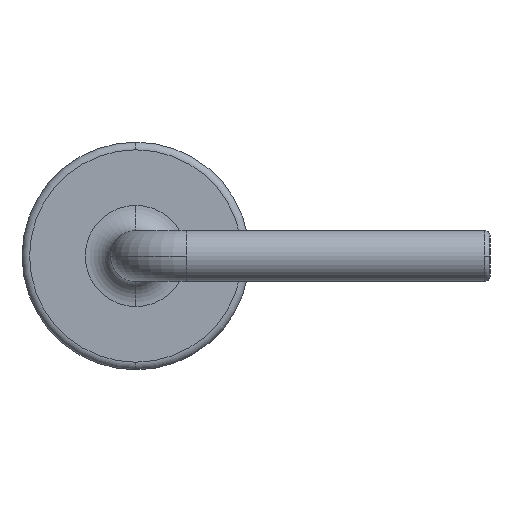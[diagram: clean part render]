
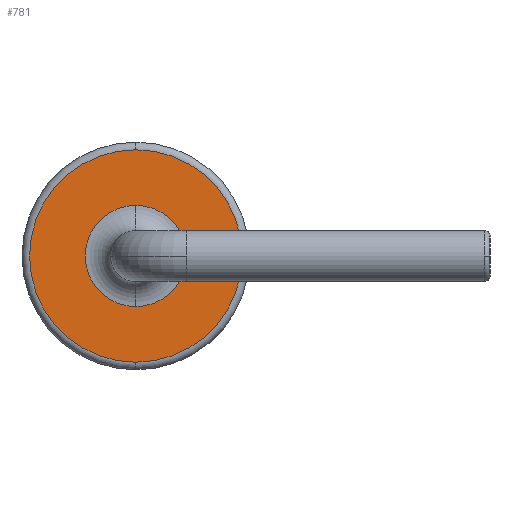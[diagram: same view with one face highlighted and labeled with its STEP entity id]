
A CAD part, left-side view. The second image highlights one B-rep face of the part: STEP entity #781.
In plain terms, the highlighted planar face has unit normal (-1, 0, 0).
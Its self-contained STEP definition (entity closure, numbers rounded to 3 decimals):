
#12 = VERTEX_POINT ( 'NONE', #173 ) ;
#165 = EDGE_CURVE ( 'NONE', #1008, #1383, #2233, .T. ) ;
#173 = CARTESIAN_POINT ( 'NONE',  ( -7.5, -1.897, 2.1 ) ) ;
#209 = CARTESIAN_POINT ( 'NONE',  ( -7.5, -1.897, 0. ) ) ;
#244 = CARTESIAN_POINT ( 'NONE',  ( -7.5, -1.897, 0. ) ) ;
#349 = DIRECTION ( 'NONE',  ( -1., 0., 0. ) ) ;
#490 = CARTESIAN_POINT ( 'NONE',  ( -7.5, -1.897, 0. ) ) ;
#629 = EDGE_LOOP ( 'NONE', ( #1000, #1664 ) ) ;
#713 = DIRECTION ( 'NONE',  ( 0., 0., 1. ) ) ;
#781 = ADVANCED_FACE ( 'NONE', ( #1815, #873 ), #1272, .T. ) ;
#786 = DIRECTION ( 'NONE',  ( 1., 0., 0. ) ) ;
#873 = FACE_OUTER_BOUND ( 'NONE', #629, .T. ) ;
#999 = DIRECTION ( 'NONE',  ( 0., 0., 1. ) ) ;
#1000 = ORIENTED_EDGE ( 'NONE', *, *, #1345, .T. ) ;
#1008 = VERTEX_POINT ( 'NONE', #2387 ) ;
#1015 = DIRECTION ( 'NONE',  ( 1., 0., 0. ) ) ;
#1025 = CARTESIAN_POINT ( 'NONE',  ( -7.5, -1.897, 1. ) ) ;
#1038 = EDGE_CURVE ( 'NONE', #2164, #12, #2090, .T. ) ;
#1159 = DIRECTION ( 'NONE',  ( 0., 0., 1. ) ) ;
#1211 = AXIS2_PLACEMENT_3D ( 'NONE', #244, #1015, #999 ) ;
#1272 = PLANE ( 'NONE',  #1430 ) ;
#1345 = EDGE_CURVE ( 'NONE', #12, #2164, #1570, .T. ) ;
#1383 = VERTEX_POINT ( 'NONE', #1025 ) ;
#1430 = AXIS2_PLACEMENT_3D ( 'NONE', #490, #2045, #713 ) ;
#1435 = AXIS2_PLACEMENT_3D ( 'NONE', #1577, #1946, #2142 ) ;
#1523 = ORIENTED_EDGE ( 'NONE', *, *, #165, .T. ) ;
#1570 = CIRCLE ( 'NONE', #1435, 2.1 ) ;
#1577 = CARTESIAN_POINT ( 'NONE',  ( -7.5, -1.897, 0. ) ) ;
#1664 = ORIENTED_EDGE ( 'NONE', *, *, #1038, .T. ) ;
#1669 = DIRECTION ( 'NONE',  ( 0., 0., 1. ) ) ;
#1679 = CARTESIAN_POINT ( 'NONE',  ( -7.5, -1.897, 0. ) ) ;
#1815 = FACE_BOUND ( 'NONE', #2152, .T. ) ;
#1894 = CARTESIAN_POINT ( 'NONE',  ( -7.5, -1.897, -2.1 ) ) ;
#1946 = DIRECTION ( 'NONE',  ( -1., 0., 0. ) ) ;
#1991 = AXIS2_PLACEMENT_3D ( 'NONE', #209, #786, #1159 ) ;
#2019 = EDGE_CURVE ( 'NONE', #1383, #1008, #2178, .T. ) ;
#2045 = DIRECTION ( 'NONE',  ( -1., 0., 0. ) ) ;
#2090 = CIRCLE ( 'NONE', #2247, 2.1 ) ;
#2142 = DIRECTION ( 'NONE',  ( 0., 0., 1. ) ) ;
#2152 = EDGE_LOOP ( 'NONE', ( #2302, #1523 ) ) ;
#2164 = VERTEX_POINT ( 'NONE', #1894 ) ;
#2178 = CIRCLE ( 'NONE', #1211, 1. ) ;
#2233 = CIRCLE ( 'NONE', #1991, 1. ) ;
#2247 = AXIS2_PLACEMENT_3D ( 'NONE', #1679, #349, #1669 ) ;
#2302 = ORIENTED_EDGE ( 'NONE', *, *, #2019, .T. ) ;
#2387 = CARTESIAN_POINT ( 'NONE',  ( -7.5, -1.897, -1. ) ) ;
